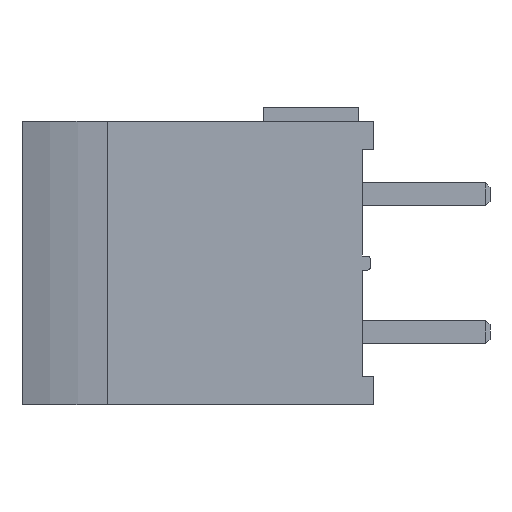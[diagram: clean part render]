
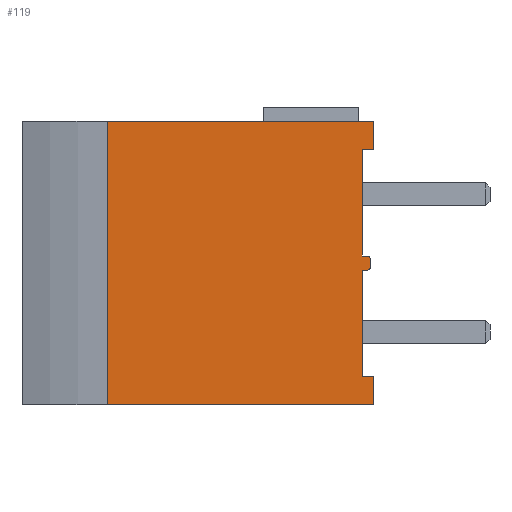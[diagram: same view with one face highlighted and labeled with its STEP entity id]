
A CAD part, left-side view. The second image highlights one B-rep face of the part: STEP entity #119.
In plain terms, the highlighted planar face has unit normal (-1, 0, 0).
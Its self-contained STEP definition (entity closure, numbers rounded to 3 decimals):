
#1 = ORIENTED_EDGE ( 'NONE', *, *, #2358, .T. ) ;
#49 = VECTOR ( 'NONE', #4690, 1000. ) ;
#114 = DIRECTION ( 'NONE',  ( 0., 0., -1. ) ) ;
#119 = ADVANCED_FACE ( 'NONE', ( #2430 ), #902, .F. ) ;
#134 = DIRECTION ( 'NONE',  ( 0., 1., 0. ) ) ;
#143 = ORIENTED_EDGE ( 'NONE', *, *, #4434, .F. ) ;
#202 = DIRECTION ( 'NONE',  ( 0., 0., -1. ) ) ;
#285 = EDGE_CURVE ( 'NONE', #4098, #3469, #2760, .T. ) ;
#323 = LINE ( 'NONE', #2922, #435 ) ;
#349 = CIRCLE ( 'NONE', #878, 0.15 ) ;
#435 = VECTOR ( 'NONE', #1796, 1000. ) ;
#533 = VERTEX_POINT ( 'NONE', #4570 ) ;
#603 = CARTESIAN_POINT ( 'NONE',  ( 0.5, -0.3, 5.25 ) ) ;
#609 = CARTESIAN_POINT ( 'NONE',  ( 0.5, -0.4, 9. ) ) ;
#615 = CARTESIAN_POINT ( 'NONE',  ( 0.5, -0.4, 9. ) ) ;
#647 = VERTEX_POINT ( 'NONE', #1092 ) ;
#702 = CARTESIAN_POINT ( 'NONE',  ( 0.5, -0.3, 4.75 ) ) ;
#734 = VECTOR ( 'NONE', #1018, 1000. ) ;
#773 = DIRECTION ( 'NONE',  ( 0., 1., 0. ) ) ;
#789 = LINE ( 'NONE', #702, #1286 ) ;
#837 = VECTOR ( 'NONE', #134, 1000. ) ;
#855 = EDGE_CURVE ( 'NONE', #1254, #3469, #3933, .T. ) ;
#859 = CARTESIAN_POINT ( 'NONE',  ( 0.5, -0.4, 10. ) ) ;
#878 = AXIS2_PLACEMENT_3D ( 'NONE', #2082, #1629, #202 ) ;
#893 = CARTESIAN_POINT ( 'NONE',  ( 0.5, 9., 0. ) ) ;
#902 = PLANE ( 'NONE',  #4425 ) ;
#1018 = DIRECTION ( 'NONE',  ( 0., 1., 0. ) ) ;
#1092 = CARTESIAN_POINT ( 'NONE',  ( 0.5, -0.3, 5.1 ) ) ;
#1125 = CARTESIAN_POINT ( 'NONE',  ( 0.5, 0., 0. ) ) ;
#1181 = VERTEX_POINT ( 'NONE', #4301 ) ;
#1200 = DIRECTION ( 'NONE',  ( 0., 0., -1. ) ) ;
#1254 = VERTEX_POINT ( 'NONE', #3871 ) ;
#1256 = EDGE_CURVE ( 'NONE', #647, #1254, #3113, .T. ) ;
#1276 = VERTEX_POINT ( 'NONE', #893 ) ;
#1286 = VECTOR ( 'NONE', #773, 1000. ) ;
#1339 = VERTEX_POINT ( 'NONE', #3792 ) ;
#1540 = VECTOR ( 'NONE', #3002, 1000. ) ;
#1541 = ORIENTED_EDGE ( 'NONE', *, *, #2785, .F. ) ;
#1588 = VECTOR ( 'NONE', #4771, 1000. ) ;
#1624 = EDGE_CURVE ( 'NONE', #3541, #1181, #3421, .T. ) ;
#1629 = DIRECTION ( 'NONE',  ( -1., 0., 0. ) ) ;
#1686 = CARTESIAN_POINT ( 'NONE',  ( 0.5, 0., 10. ) ) ;
#1723 = LINE ( 'NONE', #615, #734 ) ;
#1796 = DIRECTION ( 'NONE',  ( 0., 0., -1. ) ) ;
#1941 = ORIENTED_EDGE ( 'NONE', *, *, #285, .F. ) ;
#1953 = CARTESIAN_POINT ( 'NONE',  ( 0.5, -0.15, 5.1 ) ) ;
#2001 = CARTESIAN_POINT ( 'NONE',  ( 0.5, 9., 10. ) ) ;
#2050 = DIRECTION ( 'NONE',  ( -1., 0., 0. ) ) ;
#2082 = CARTESIAN_POINT ( 'NONE',  ( 0.5, -0.15, 4.9 ) ) ;
#2252 = CARTESIAN_POINT ( 'NONE',  ( 0.5, 0., 1. ) ) ;
#2256 = VERTEX_POINT ( 'NONE', #2733 ) ;
#2341 = LINE ( 'NONE', #4195, #2757 ) ;
#2350 = CARTESIAN_POINT ( 'NONE',  ( 0.5, -0.4, 10. ) ) ;
#2358 = EDGE_CURVE ( 'NONE', #3541, #3700, #4261, .T. ) ;
#2378 = DIRECTION ( 'NONE',  ( 1., 0., 0. ) ) ;
#2422 = DIRECTION ( 'NONE',  ( 0., 0., -1. ) ) ;
#2424 = DIRECTION ( 'NONE',  ( 0., 0., -1. ) ) ;
#2430 = FACE_OUTER_BOUND ( 'NONE', #2661, .T. ) ;
#2455 = EDGE_CURVE ( 'NONE', #2795, #1276, #323, .T. ) ;
#2461 = LINE ( 'NONE', #3940, #49 ) ;
#2510 = LINE ( 'NONE', #3229, #1588 ) ;
#2661 = EDGE_LOOP ( 'NONE', ( #3838, #3299, #143, #4604, #3165, #1941, #3522, #4290, #4420, #3133, #3796, #2829, #1, #1541 ) ) ;
#2731 = AXIS2_PLACEMENT_3D ( 'NONE', #1953, #2050, #2422 ) ;
#2733 = CARTESIAN_POINT ( 'NONE',  ( 0.5, -0.3, 4.9 ) ) ;
#2757 = VECTOR ( 'NONE', #2424, 1000. ) ;
#2760 = LINE ( 'NONE', #4246, #4741 ) ;
#2785 = EDGE_CURVE ( 'NONE', #1339, #3700, #2341, .T. ) ;
#2795 = VERTEX_POINT ( 'NONE', #2001 ) ;
#2807 = EDGE_CURVE ( 'NONE', #533, #2256, #349, .T. ) ;
#2829 = ORIENTED_EDGE ( 'NONE', *, *, #1624, .F. ) ;
#2922 = CARTESIAN_POINT ( 'NONE',  ( 0.5, 9., 10. ) ) ;
#3002 = DIRECTION ( 'NONE',  ( 0., -1., 0. ) ) ;
#3056 = LINE ( 'NONE', #859, #3381 ) ;
#3105 = CARTESIAN_POINT ( 'NONE',  ( 0.5, -0.4, 1. ) ) ;
#3113 = CIRCLE ( 'NONE', #2731, 0.15 ) ;
#3133 = ORIENTED_EDGE ( 'NONE', *, *, #2455, .T. ) ;
#3165 = ORIENTED_EDGE ( 'NONE', *, *, #855, .T. ) ;
#3205 = EDGE_CURVE ( 'NONE', #4451, #4098, #1723, .T. ) ;
#3229 = CARTESIAN_POINT ( 'NONE',  ( 0.5, 8.5, 10. ) ) ;
#3241 = EDGE_CURVE ( 'NONE', #2795, #4630, #2510, .T. ) ;
#3299 = ORIENTED_EDGE ( 'NONE', *, *, #2807, .T. ) ;
#3350 = EDGE_CURVE ( 'NONE', #533, #1339, #789, .T. ) ;
#3381 = VECTOR ( 'NONE', #3812, 1000. ) ;
#3421 = LINE ( 'NONE', #3105, #4073 ) ;
#3468 = CARTESIAN_POINT ( 'NONE',  ( 0.5, -0.4, 1. ) ) ;
#3469 = VERTEX_POINT ( 'NONE', #3785 ) ;
#3522 = ORIENTED_EDGE ( 'NONE', *, *, #3205, .F. ) ;
#3541 = VERTEX_POINT ( 'NONE', #3635 ) ;
#3635 = CARTESIAN_POINT ( 'NONE',  ( 0.5, -0.4, 1. ) ) ;
#3700 = VERTEX_POINT ( 'NONE', #2252 ) ;
#3785 = CARTESIAN_POINT ( 'NONE',  ( 0.5, 0., 5.25 ) ) ;
#3792 = CARTESIAN_POINT ( 'NONE',  ( 0.5, 0., 4.75 ) ) ;
#3796 = ORIENTED_EDGE ( 'NONE', *, *, #3941, .T. ) ;
#3812 = DIRECTION ( 'NONE',  ( 0., 0., -1. ) ) ;
#3838 = ORIENTED_EDGE ( 'NONE', *, *, #3350, .F. ) ;
#3841 = CARTESIAN_POINT ( 'NONE',  ( 0.5, 0., 9. ) ) ;
#3871 = CARTESIAN_POINT ( 'NONE',  ( 0.5, -0.15, 5.25 ) ) ;
#3933 = LINE ( 'NONE', #603, #837 ) ;
#3940 = CARTESIAN_POINT ( 'NONE',  ( 0.5, -0.3, 5.25 ) ) ;
#3941 = EDGE_CURVE ( 'NONE', #1276, #1181, #4456, .T. ) ;
#4073 = VECTOR ( 'NONE', #114, 1000. ) ;
#4098 = VERTEX_POINT ( 'NONE', #3841 ) ;
#4128 = DIRECTION ( 'NONE',  ( 0., 1., 0. ) ) ;
#4195 = CARTESIAN_POINT ( 'NONE',  ( 0.5, 0., 10. ) ) ;
#4246 = CARTESIAN_POINT ( 'NONE',  ( 0.5, 0., 10. ) ) ;
#4261 = LINE ( 'NONE', #3468, #4543 ) ;
#4290 = ORIENTED_EDGE ( 'NONE', *, *, #4365, .F. ) ;
#4301 = CARTESIAN_POINT ( 'NONE',  ( 0.5, -0.4, 0. ) ) ;
#4365 = EDGE_CURVE ( 'NONE', #4630, #4451, #3056, .T. ) ;
#4420 = ORIENTED_EDGE ( 'NONE', *, *, #3241, .F. ) ;
#4425 = AXIS2_PLACEMENT_3D ( 'NONE', #1686, #2378, #4560 ) ;
#4434 = EDGE_CURVE ( 'NONE', #647, #2256, #2461, .T. ) ;
#4451 = VERTEX_POINT ( 'NONE', #609 ) ;
#4456 = LINE ( 'NONE', #1125, #1540 ) ;
#4543 = VECTOR ( 'NONE', #4128, 1000. ) ;
#4560 = DIRECTION ( 'NONE',  ( 0., 0., -1. ) ) ;
#4570 = CARTESIAN_POINT ( 'NONE',  ( 0.5, -0.15, 4.75 ) ) ;
#4604 = ORIENTED_EDGE ( 'NONE', *, *, #1256, .T. ) ;
#4630 = VERTEX_POINT ( 'NONE', #2350 ) ;
#4690 = DIRECTION ( 'NONE',  ( 0., 0., -1. ) ) ;
#4741 = VECTOR ( 'NONE', #1200, 1000. ) ;
#4771 = DIRECTION ( 'NONE',  ( 0., -1., 0. ) ) ;
